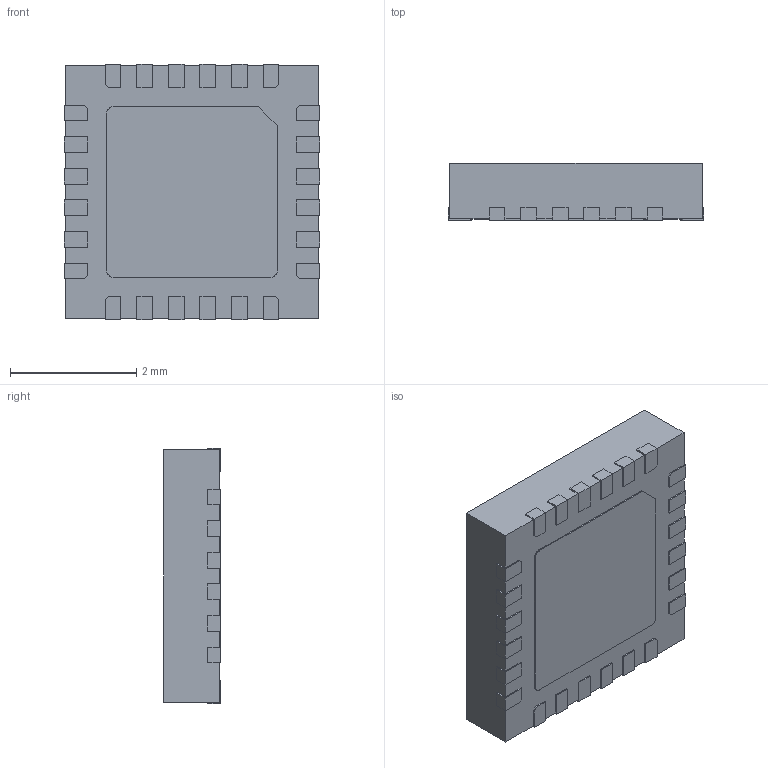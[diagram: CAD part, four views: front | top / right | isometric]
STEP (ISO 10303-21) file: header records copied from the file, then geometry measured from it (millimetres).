
FILE_DESCRIPTION (( 'STEP AP214' ), '1' );
FILE_NAME ('User Library-mpu-6050_qfn-24.STEP', '2016-03-10T08:26:48', ( 'Windows User' ), ( '' ), 'SwSTEP 2.0', 'SolidWorks 2016', '' );
FILE_SCHEMA (( 'AUTOMOTIVE_DESIGN' ));
Length unit declared in the file: millimetre
Products named in the file (1): User Library-mpu-6050_qfn-24
Bounding box: 4.04 x 0.9 x 4.04 mm (x, y, z)
Volume: 14.3 mm3; surface area: 47.3 mm2
Topology: 1 solids, 1 shells, 169 faces, 498 edges, 331 vertices
Faces by surface type: plane 164, cylinder 3, bspline 2
Entity records: 5664 total; most frequent: CARTESIAN_POINT 1039, ORIENTED_EDGE 992, DIRECTION 842, EDGE_CURVE 496, LINE 486, VECTOR 486, VERTEX_POINT 331, AXIS2_PLACEMENT_3D 178
